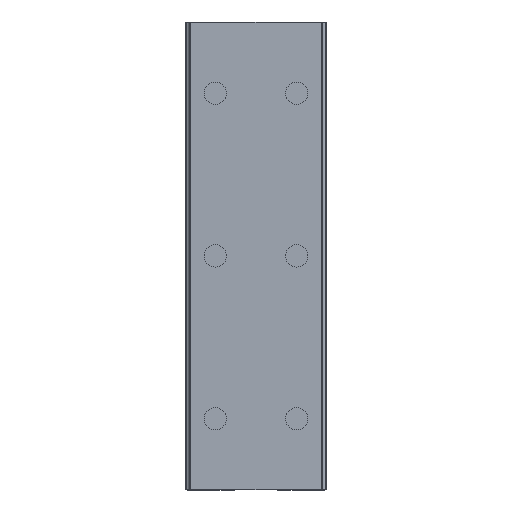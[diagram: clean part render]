
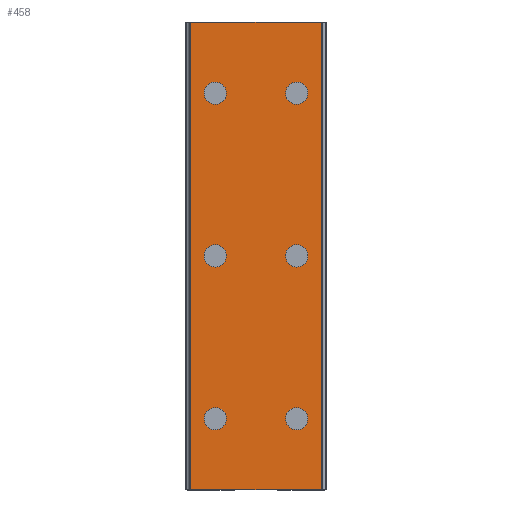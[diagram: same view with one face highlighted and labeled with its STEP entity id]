
A CAD part, top view. The second image highlights one B-rep face of the part: STEP entity #458.
In plain terms, the highlighted planar face has unit normal (0, 0, 1).
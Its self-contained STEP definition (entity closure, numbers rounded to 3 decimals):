
#458=ADVANCED_FACE('',(#941,#942,#943,#944,#945,#946,#947),#948,.T.);
#941=FACE_BOUND('',#1442,.T.);
#942=FACE_BOUND('',#1443,.T.);
#943=FACE_BOUND('',#1444,.T.);
#944=FACE_BOUND('',#1445,.T.);
#945=FACE_BOUND('',#1446,.T.);
#946=FACE_BOUND('',#1447,.T.);
#947=FACE_OUTER_BOUND('',#1448,.T.);
#948=PLANE('',#1449);
#1442=EDGE_LOOP('',(#2766,#2767));
#1443=EDGE_LOOP('',(#2768,#2769));
#1444=EDGE_LOOP('',(#2770,#2771));
#1445=EDGE_LOOP('',(#2772,#2773));
#1446=EDGE_LOOP('',(#2774,#2775));
#1447=EDGE_LOOP('',(#2776,#2777));
#1448=EDGE_LOOP('',(#2778,#2779,#2780,#2781));
#1449=AXIS2_PLACEMENT_3D('',#2782,#2783,#2784);
#2766=ORIENTED_EDGE('',*,*,#2993,.T.);
#2767=ORIENTED_EDGE('',*,*,#3381,.T.);
#2768=ORIENTED_EDGE('',*,*,#2983,.T.);
#2769=ORIENTED_EDGE('',*,*,#3387,.T.);
#2770=ORIENTED_EDGE('',*,*,#2973,.T.);
#2771=ORIENTED_EDGE('',*,*,#3393,.T.);
#2772=ORIENTED_EDGE('',*,*,#2963,.T.);
#2773=ORIENTED_EDGE('',*,*,#3399,.T.);
#2774=ORIENTED_EDGE('',*,*,#2953,.T.);
#2775=ORIENTED_EDGE('',*,*,#3405,.T.);
#2776=ORIENTED_EDGE('',*,*,#2943,.T.);
#2777=ORIENTED_EDGE('',*,*,#3411,.T.);
#2778=ORIENTED_EDGE('',*,*,#3361,.T.);
#2779=ORIENTED_EDGE('',*,*,#3456,.F.);
#2780=ORIENTED_EDGE('',*,*,#3237,.T.);
#2781=ORIENTED_EDGE('',*,*,#3454,.T.);
#2782=CARTESIAN_POINT('',(0.,230.0,19.));
#2783=DIRECTION('',(0.0,0.0,1.0));
#2784=DIRECTION('',(-1.0,0.0,0.0));
#2943=EDGE_CURVE('',#3506,#3503,#3507,.T.);
#2953=EDGE_CURVE('',#3524,#3521,#3525,.T.);
#2963=EDGE_CURVE('',#3542,#3539,#3543,.T.);
#2973=EDGE_CURVE('',#3560,#3557,#3561,.T.);
#2983=EDGE_CURVE('',#3578,#3575,#3579,.T.);
#2993=EDGE_CURVE('',#3596,#3593,#3597,.T.);
#3237=EDGE_CURVE('',#3963,#3961,#3964,.T.);
#3361=EDGE_CURVE('',#4166,#4164,#4167,.T.);
#3381=EDGE_CURVE('',#3593,#3596,#4204,.T.);
#3387=EDGE_CURVE('',#3575,#3578,#4210,.T.);
#3393=EDGE_CURVE('',#3557,#3560,#4216,.T.);
#3399=EDGE_CURVE('',#3539,#3542,#4222,.T.);
#3405=EDGE_CURVE('',#3521,#3524,#4228,.T.);
#3411=EDGE_CURVE('',#3503,#3506,#4234,.T.);
#3454=EDGE_CURVE('',#3961,#4166,#4277,.T.);
#3456=EDGE_CURVE('',#3963,#4164,#4279,.T.);
#3503=VERTEX_POINT('',#4328);
#3506=VERTEX_POINT('',#4332);
#3507=CIRCLE('',#4333,5.5);
#3521=VERTEX_POINT('',#4350);
#3524=VERTEX_POINT('',#4354);
#3525=CIRCLE('',#4355,5.5);
#3539=VERTEX_POINT('',#4372);
#3542=VERTEX_POINT('',#4376);
#3543=CIRCLE('',#4377,5.5);
#3557=VERTEX_POINT('',#4394);
#3560=VERTEX_POINT('',#4398);
#3561=CIRCLE('',#4399,5.5);
#3575=VERTEX_POINT('',#4416);
#3578=VERTEX_POINT('',#4420);
#3579=CIRCLE('',#4421,5.5);
#3593=VERTEX_POINT('',#4438);
#3596=VERTEX_POINT('',#4442);
#3597=CIRCLE('',#4443,5.5);
#3961=VERTEX_POINT('',#4944);
#3963=VERTEX_POINT('',#4947);
#3964=LINE('',#4948,#4949);
#4164=VERTEX_POINT('',#5229);
#4166=VERTEX_POINT('',#5232);
#4167=LINE('',#5233,#5234);
#4204=CIRCLE('',#5280,5.5);
#4210=CIRCLE('',#5286,5.5);
#4216=CIRCLE('',#5292,5.5);
#4222=CIRCLE('',#5298,5.5);
#4228=CIRCLE('',#5304,5.5);
#4234=CIRCLE('',#5310,5.5);
#4277=LINE('',#5372,#5373);
#4279=LINE('',#5375,#5376);
#4328=CARTESIAN_POINT('',(-14.5,35.0,19.));
#4332=CARTESIAN_POINT('',(-25.5,35.0,19.));
#4333=AXIS2_PLACEMENT_3D('',#5439,#5440,#5441);
#4350=CARTESIAN_POINT('',(-14.5,115.0,19.));
#4354=CARTESIAN_POINT('',(-25.5,115.0,19.));
#4355=AXIS2_PLACEMENT_3D('',#5455,#5456,#5457);
#4372=CARTESIAN_POINT('',(-14.5,195.0,19.));
#4376=CARTESIAN_POINT('',(-25.5,195.0,19.));
#4377=AXIS2_PLACEMENT_3D('',#5471,#5472,#5473);
#4394=CARTESIAN_POINT('',(25.5,35.0,19.));
#4398=CARTESIAN_POINT('',(14.5,35.0,19.));
#4399=AXIS2_PLACEMENT_3D('',#5487,#5488,#5489);
#4416=CARTESIAN_POINT('',(25.5,115.0,19.));
#4420=CARTESIAN_POINT('',(14.5,115.0,19.));
#4421=AXIS2_PLACEMENT_3D('',#5503,#5504,#5505);
#4438=CARTESIAN_POINT('',(25.5,195.0,19.));
#4442=CARTESIAN_POINT('',(14.5,195.0,19.));
#4443=AXIS2_PLACEMENT_3D('',#5519,#5520,#5521);
#4944=CARTESIAN_POINT('',(-31.955,230.0,19.));
#4947=CARTESIAN_POINT('',(31.955,230.0,19.));
#4948=CARTESIAN_POINT('',(31.955,230.0,19.));
#4949=VECTOR('',#5780,1.0);
#5229=CARTESIAN_POINT('',(31.955,0.0,19.));
#5232=CARTESIAN_POINT('',(-31.955,0.0,19.));
#5233=CARTESIAN_POINT('',(31.955,0.0,19.));
#5234=VECTOR('',#5916,1.0);
#5280=AXIS2_PLACEMENT_3D('',#5953,#5954,#5955);
#5286=AXIS2_PLACEMENT_3D('',#5962,#5963,#5964);
#5292=AXIS2_PLACEMENT_3D('',#5971,#5972,#5973);
#5298=AXIS2_PLACEMENT_3D('',#5980,#5981,#5982);
#5304=AXIS2_PLACEMENT_3D('',#5989,#5990,#5991);
#5310=AXIS2_PLACEMENT_3D('',#5998,#5999,#6000);
#5372=CARTESIAN_POINT('',(-31.955,230.0,19.));
#5373=VECTOR('',#6026,1.0);
#5375=CARTESIAN_POINT('',(31.955,230.0,19.));
#5376=VECTOR('',#6027,1.0);
#5439=CARTESIAN_POINT('',(-20.0,35.0,19.));
#5440=DIRECTION('',(0.0,0.0,-1.0));
#5441=DIRECTION('',(1.0,0.0,0.0));
#5455=CARTESIAN_POINT('',(-20.0,115.0,19.));
#5456=DIRECTION('',(0.0,0.0,-1.0));
#5457=DIRECTION('',(1.0,0.0,0.0));
#5471=CARTESIAN_POINT('',(-20.0,195.0,19.));
#5472=DIRECTION('',(0.0,0.0,-1.0));
#5473=DIRECTION('',(1.0,0.0,0.0));
#5487=CARTESIAN_POINT('',(20.0,35.0,19.));
#5488=DIRECTION('',(0.0,0.0,-1.0));
#5489=DIRECTION('',(1.0,0.0,0.0));
#5503=CARTESIAN_POINT('',(20.0,115.0,19.));
#5504=DIRECTION('',(0.0,0.0,-1.0));
#5505=DIRECTION('',(1.0,0.0,0.0));
#5519=CARTESIAN_POINT('',(20.0,195.0,19.));
#5520=DIRECTION('',(0.0,0.0,-1.0));
#5521=DIRECTION('',(1.0,0.0,0.0));
#5780=DIRECTION('',(-1.0,0.0,0.0));
#5916=DIRECTION('',(1.0,0.0,0.0));
#5953=CARTESIAN_POINT('',(20.0,195.0,19.));
#5954=DIRECTION('',(0.0,0.0,-1.0));
#5955=DIRECTION('',(1.0,0.0,0.0));
#5962=CARTESIAN_POINT('',(20.0,115.0,19.));
#5963=DIRECTION('',(0.0,0.0,-1.0));
#5964=DIRECTION('',(1.0,0.0,0.0));
#5971=CARTESIAN_POINT('',(20.0,35.0,19.));
#5972=DIRECTION('',(0.0,0.0,-1.0));
#5973=DIRECTION('',(1.0,0.0,0.0));
#5980=CARTESIAN_POINT('',(-20.0,195.0,19.));
#5981=DIRECTION('',(0.0,0.0,-1.0));
#5982=DIRECTION('',(1.0,0.0,0.0));
#5989=CARTESIAN_POINT('',(-20.0,115.0,19.));
#5990=DIRECTION('',(0.0,0.0,-1.0));
#5991=DIRECTION('',(1.0,0.0,0.0));
#5998=CARTESIAN_POINT('',(-20.0,35.0,19.));
#5999=DIRECTION('',(0.0,0.0,-1.0));
#6000=DIRECTION('',(1.0,0.0,0.0));
#6026=DIRECTION('',(0.0,-1.0,0.0));
#6027=DIRECTION('',(0.0,-1.0,0.0));
